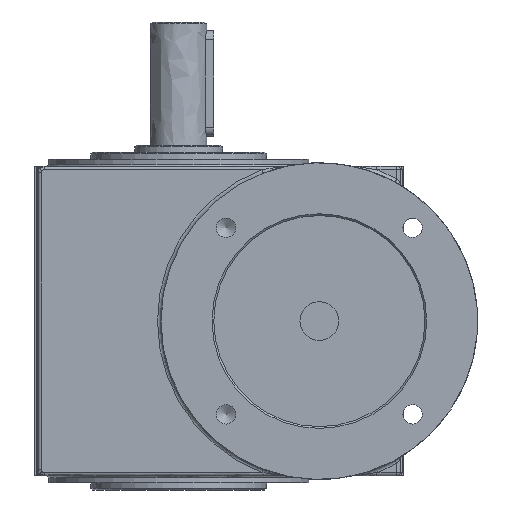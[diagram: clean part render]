
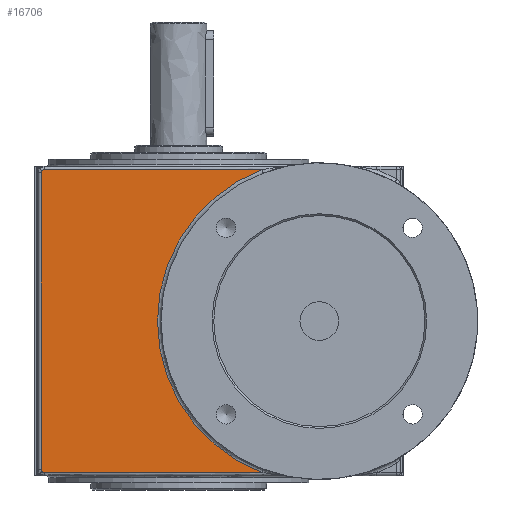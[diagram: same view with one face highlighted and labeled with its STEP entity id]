
A CAD part, left-side view. The second image highlights one B-rep face of the part: STEP entity #16706.
In plain terms, the highlighted free-form (B-spline) face has degree [1, 1] with [2, 2] control points.
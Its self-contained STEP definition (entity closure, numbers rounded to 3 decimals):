
#118=CARTESIAN_POINT('',(1.,78.756,42.756));
#119=VERTEX_POINT('',#118);
#129=CARTESIAN_POINT('',(1.,78.167,43.));
#130=VERTEX_POINT('',#129);
#131=CARTESIAN_POINT('',(1.,78.167,42.167));
#132=DIRECTION('',(-1.,0.,0.));
#133=DIRECTION('',(0.,0.707,0.707));
#134=AXIS2_PLACEMENT_3D('',#131,#132,#133);
#135=CIRCLE('',#134,0.833);
#136=EDGE_CURVE('',#130,#119,#135,.T.);
#480=CARTESIAN_POINT('',(1.,78.756,-42.756));
#481=VERTEX_POINT('',#480);
#491=CARTESIAN_POINT('',(1.,79.0,-42.167));
#492=VERTEX_POINT('',#491);
#493=CARTESIAN_POINT('',(1.,78.167,-42.167));
#494=DIRECTION('',(-1.,0.,0.));
#495=DIRECTION('',(0.,0.707,-0.707));
#496=AXIS2_PLACEMENT_3D('',#493,#494,#495);
#497=CIRCLE('',#496,0.833);
#498=EDGE_CURVE('',#492,#481,#497,.T.);
#15982=CARTESIAN_POINT('',(1.,16.34,-43.));
#15983=VERTEX_POINT('',#15982);
#16109=CARTESIAN_POINT('',(1.,78.167,-43.));
#16110=VERTEX_POINT('',#16109);
#16118=CARTESIAN_POINT('',(1.,78.167,-42.167));
#16119=DIRECTION('',(-1.,0.,0.));
#16120=DIRECTION('',(0.,0.707,-0.707));
#16121=AXIS2_PLACEMENT_3D('',#16118,#16119,#16120);
#16122=CIRCLE('',#16121,0.833);
#16123=EDGE_CURVE('',#481,#16110,#16122,.T.);
#16156=CARTESIAN_POINT('',(1.,78.167,-43.));
#16157=DIRECTION('',(0.0,-1.0,0.0));
#16158=VECTOR('',#16157,61.827);
#16159=LINE('',#16156,#16158);
#16160=EDGE_CURVE('',#16110,#15983,#16159,.T.);
#16248=CARTESIAN_POINT('',(1.,16.34,43.));
#16249=VERTEX_POINT('',#16248);
#16373=CARTESIAN_POINT('',(1.,0.,0.));
#16374=DIRECTION('',(1.0,0.0,0.0));
#16375=DIRECTION('',(0.0,1.0,0.0));
#16376=AXIS2_PLACEMENT_3D('',#16373,#16374,#16375);
#16377=CIRCLE('',#16376,46.0);
#16378=EDGE_CURVE('',#15983,#16249,#16377,.T.);
#16429=CARTESIAN_POINT('',(1.,79.0,42.167));
#16430=VERTEX_POINT('',#16429);
#16438=CARTESIAN_POINT('',(1.,78.167,42.167));
#16439=DIRECTION('',(-1.,0.,0.));
#16440=DIRECTION('',(0.,0.707,0.707));
#16441=AXIS2_PLACEMENT_3D('',#16438,#16439,#16440);
#16442=CIRCLE('',#16441,0.833);
#16443=EDGE_CURVE('',#119,#16430,#16442,.T.);
#16515=CARTESIAN_POINT('',(1.,16.34,43.));
#16516=DIRECTION('',(0.0,1.0,0.0));
#16517=VECTOR('',#16516,61.827);
#16518=LINE('',#16515,#16517);
#16519=EDGE_CURVE('',#16249,#130,#16518,.T.);
#16562=CARTESIAN_POINT('',(1.,79.0,42.167));
#16563=DIRECTION('',(0.0,0.0,-1.0));
#16564=VECTOR('',#16563,84.333);
#16565=LINE('',#16562,#16564);
#16566=EDGE_CURVE('',#16430,#492,#16565,.T.);
#16691=CARTESIAN_POINT('',(1.,79.,-43.));
#16692=CARTESIAN_POINT('',(1.,79.,43.));
#16693=CARTESIAN_POINT('',(1.,16.34,-43.));
#16694=CARTESIAN_POINT('',(1.,16.34,43.));
#16695=B_SPLINE_SURFACE_WITH_KNOTS('',1,1,((#16691,#16693),(#16692,#16694)),.UNSPECIFIED.,.F.,.F.,.U.,(2,2),(2,2),(0.0,86.),(0.0,62.66),.UNSPECIFIED.);
#16696=ORIENTED_EDGE('',*,*,#136,.T.);
#16697=ORIENTED_EDGE('',*,*,#16443,.T.);
#16698=ORIENTED_EDGE('',*,*,#16566,.T.);
#16699=ORIENTED_EDGE('',*,*,#498,.T.);
#16700=ORIENTED_EDGE('',*,*,#16123,.T.);
#16701=ORIENTED_EDGE('',*,*,#16160,.T.);
#16702=ORIENTED_EDGE('',*,*,#16378,.T.);
#16703=ORIENTED_EDGE('',*,*,#16519,.T.);
#16704=EDGE_LOOP('',(#16696,#16697,#16698,#16699,#16700,#16701,#16702,#16703));
#16705=FACE_OUTER_BOUND('',#16704,.T.);
#16706=ADVANCED_FACE('',(#16705),#16695,.F.);
